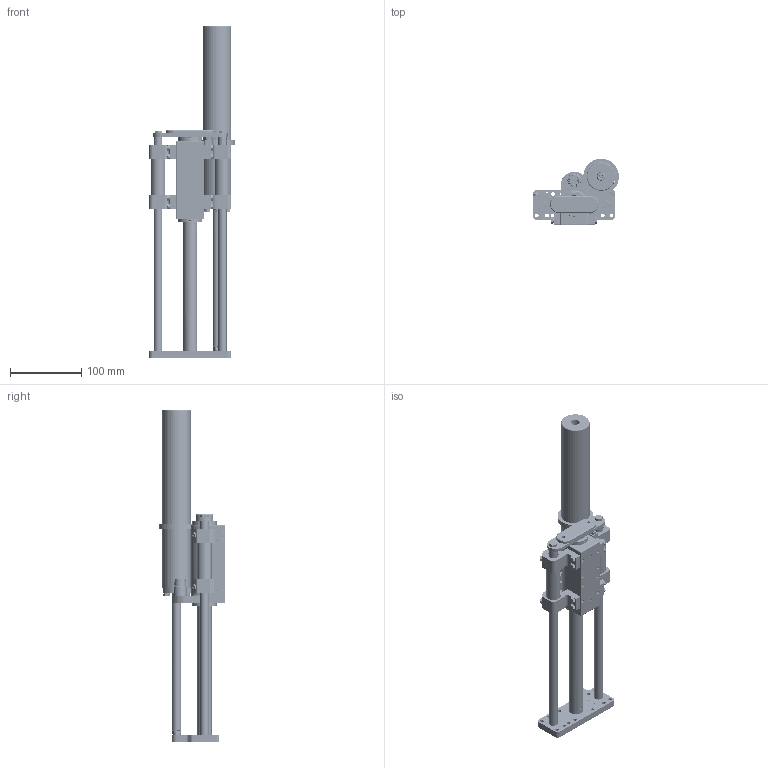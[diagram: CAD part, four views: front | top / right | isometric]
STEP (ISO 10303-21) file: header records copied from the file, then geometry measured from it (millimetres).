
FILE_DESCRIPTION (( 'STEP AP214' ), '1' );
FILE_NAME ('0186-2459_250811_SM01-37Sx60-XP-R-180_BE20_MSxx_SSCP.STEP', '2025-08-11T10:20:48', ( '' ), ( '' ), 'SwSTEP 2.0', 'SolidWorks 2025', '' );
FILE_SCHEMA (( 'AUTOMOTIVE_DESIGN' ));
Length unit declared in the file: millimetre
Products named in the file (29): 0180-3856_Dichtung_LBBR 12x20x4; 0186-2459_250811_SM01-37Sx60-XP-R-180_BE20_MSxx_SSCP; 0180-3853_SL01k-12x...-2xM6-SSC_SL01k-12x305-2xM6-SSC; 0186-1007_PS01-37Sx60-HP-B01-SSCP-G01-R; 0230-0725_6kt-schr_M5x14_INOX; 0230-1182_Zyl.-Schr_I-6kt_n-K_M6x16_INOX; 0230-0616_6kt.-schr._M5x16_INOX; 0186-0992_MS01-40x250-SSC_MS01-40x100; Stator_PS01-37Sx60-HP-SSC-G01; 0186-2350_PL01-20x310!260-XP-SF_PL01-20x310!260-HP-SF; 0180-3952_SM01k-37S-MA-BE20-SSC; 0230-0764_6kt-schr_M6x16_INOX; 0160-5050_SL01h-37Sx60-BE20; 0186-0061_ML01-12x290!240_ML01-12x290!240; 0180-3951_SM01k-37S-MF-40-SSC; 0180-4093_SM01k-37S-MSB-40; 0180-3855_SM01k-37S-RP-BE20-SSC; 0180-3849_SM01k-37S-12-RTS-R; 0230-1144_D1-M6x1_SW7; 0230-0705_Zyl.-Schr_I-6kt_n-K_M5x16_INOX; 0180-1356_PB01-37Sv-SSC_PB01-37Sv_SSC-20; 0180-2051_PAW01-20-BL-Lf; 0180-3851_SL01k-LR-20x...-SSC_SL01k-LR-20x73.5-SSC; 0180-1355_PB01-37Sh-SSC_PB01h-37Sh_SSC-20; 0180-4100_SM01k-37S-12-RTS-R-M5; 0230-0743_Linearkugellager_LBBR 12-1LS_HV6; 0180-3850_SM01k-37S-12-RTS-L; 0230-0644_O-Ring_22.00x1.00_NBR70_schwarz_Gedehnt; 0230-0615_Zyl.-Schr_I-6kt_n-K_M8x16_8.8_INOX
Assembly tree (52 placements, depth 3):
  0186-2459_250811_SM01-37Sx60-XP-R-180_BE20_MSxx_SSCP
    0186-1007_PS01-37Sx60-HP-B01-SSCP-G01-R
      Stator_PS01-37Sx60-HP-SSC-G01
      0230-0644_O-Ring_22.00x1.00_NBR70_schwarz_Gedehnt  x2
      0180-1355_PB01-37Sh-SSC_PB01h-37Sh_SSC-20
      0180-1356_PB01-37Sv-SSC_PB01-37Sv_SSC-20
      0180-2051_PAW01-20-BL-Lf  x2
    0186-2350_PL01-20x310!260-XP-SF_PL01-20x310!260-HP-SF
    0180-3849_SM01k-37S-12-RTS-R
    0180-4100_SM01k-37S-12-RTS-R-M5
    0180-3951_SM01k-37S-MF-40-SSC
    0180-3850_SM01k-37S-12-RTS-L
    0160-5050_SL01h-37Sx60-BE20  x2
      0180-3851_SL01k-LR-20x...-SSC_SL01k-LR-20x73.5-SSC
      0230-0743_Linearkugellager_LBBR 12-1LS_HV6
    0180-3856_Dichtung_LBBR 12x20x4  x4
    0230-0725_6kt-schr_M5x14_INOX  x12
    0180-3853_SL01k-12x...-2xM6-SSC_SL01k-12x305-2xM6-SSC  x2
    0180-3952_SM01k-37S-MA-BE20-SSC
    0230-0615_Zyl.-Schr_I-6kt_n-K_M8x16_8.8_INOX
    0230-1182_Zyl.-Schr_I-6kt_n-K_M6x16_INOX  x2
    0180-3855_SM01k-37S-RP-BE20-SSC
    0230-0764_6kt-schr_M6x16_INOX  x2
    0230-1144_D1-M6x1_SW7  x4
    0230-0616_6kt.-schr._M5x16_INOX
    0180-4093_SM01k-37S-MSB-40
    0186-0992_MS01-40x250-SSC_MS01-40x100
    0230-0705_Zyl.-Schr_I-6kt_n-K_M5x16_INOX
    0186-0061_ML01-12x290!240_ML01-12x290!240
Bounding box: 120.49 x 93.02 x 465.45 mm (x, y, z)
Volume: 806656.4 mm3; surface area: 284768.7 mm2
Topology: 59 solids, 59 shells, 2706 faces, 5951 edges, 3532 vertices
Faces by surface type: cone 886, plane 850, cylinder 684, bspline 233, torus 51, sphere 2
Full cylindrical faces by diameter (mm): 1.15 x5, 1.2 x3, 1.6 x4, 2.1 x5, 2.5 x1, 3 x3, 3.1 x2, 3.2 x3, 4 x14, 4.2 x21, 4.773 x4, 5 x265, 5.3 x18, 6 x65, 6.6 x2, 6.8 x3, 7 x2, 8 x24, 8.5 x1, 9 x1, 10 x5, 11 x2, 12 x13, 12.17 x1, 13 x2, 13.56 x1, 13.8 x1, 14 x1, 14.05 x1, 14.2 x1
Entity records: 45882 total; most frequent: CARTESIAN_POINT 14410, DIRECTION 5833, ORIENTED_EDGE 5520, EDGE_CURVE 2760, AXIS2_PLACEMENT_3D 2340, EDGE_LOOP 2296, VERTEX_POINT 2050, FACE_OUTER_BOUND 1784
